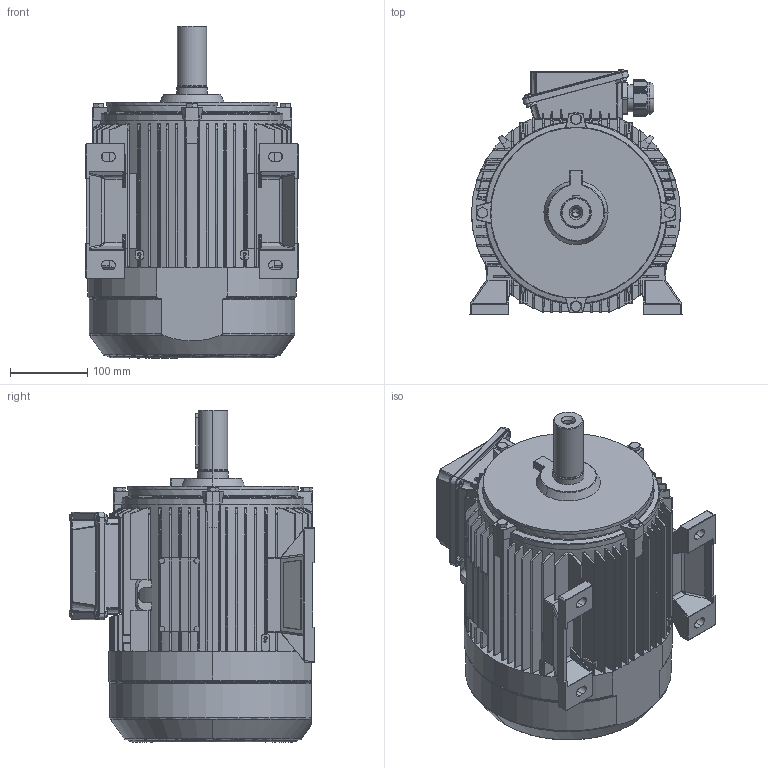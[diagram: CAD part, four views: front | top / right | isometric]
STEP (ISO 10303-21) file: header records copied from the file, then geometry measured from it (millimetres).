
FILE_DESCRIPTION (( 'STEP AP214' ), '1' );
FILE_NAME ('A-132S B3-T.WOL.STEP', '2019-08-20T11:11:25', ( '' ), ( '' ), 'SwSTEP 2.0', 'SolidWorks 2018', '' );
FILE_SCHEMA (( 'AUTOMOTIVE_DESIGN' ));
Length unit declared in the file: millimetre
Products named in the file (1): A-132S B3-T.WOL
Bounding box: 273.98 x 317.48 x 429 mm (x, y, z)
Volume: 17357443.6 mm3; surface area: 817046.6 mm2
Topology: 2 solids, 2 shells, 5968 faces, 15833 edges, 10185 vertices
Faces by surface type: plane 2457, cylinder 2282, bspline 938, cone 291
Entity records: 249226 total; most frequent: CARTESIAN_POINT 121025, ORIENTED_EDGE 31606, DIRECTION 18882, EDGE_CURVE 15803, VERTEX_POINT 10185, B_SPLINE_CURVE_WITH_KNOTS 7568, VECTOR 6374, LINE 6374
